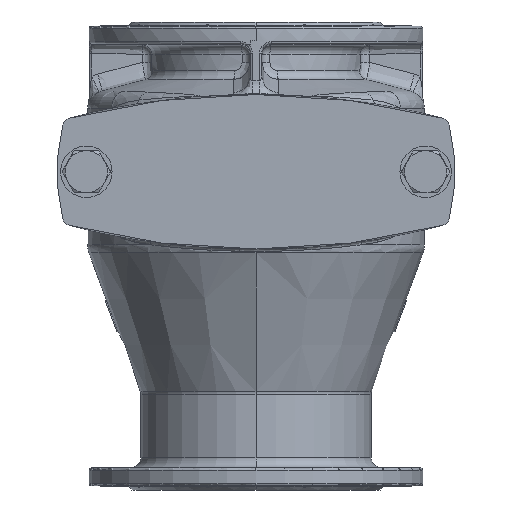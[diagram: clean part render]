
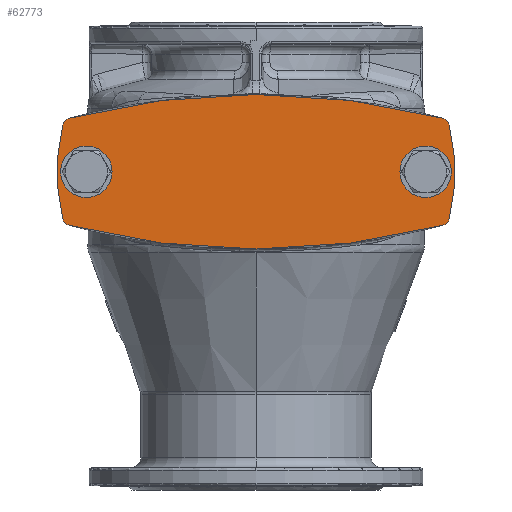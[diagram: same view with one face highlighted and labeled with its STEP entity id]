
A CAD part, left-side view. The second image highlights one B-rep face of the part: STEP entity #62773.
In plain terms, the highlighted face is planar.
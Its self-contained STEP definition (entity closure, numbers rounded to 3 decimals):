
#57914=CARTESIAN_POINT('',(145.,0.,0.));
#57915=DIRECTION('',(0.,0.,1.));
#57916=DIRECTION('',(-1.,0.,0.));
#57917=AXIS2_PLACEMENT_3D('',#57914,#57915,#57916);
#57919=CARTESIAN_POINT('',(145.,0.,0.));
#57920=DIRECTION('',(0.,0.,1.));
#57921=DIRECTION('',(1.,0.,0.));
#57922=AXIS2_PLACEMENT_3D('',#57919,#57920,#57921);
#57924=CARTESIAN_POINT('',(-145.,0.,0.));
#57925=DIRECTION('',(0.,0.,1.));
#57926=DIRECTION('',(-1.,0.,0.));
#57927=AXIS2_PLACEMENT_3D('',#57924,#57925,#57926);
#57929=CARTESIAN_POINT('',(-145.,0.,0.));
#57930=DIRECTION('',(0.,0.,1.));
#57931=DIRECTION('',(1.,0.,0.));
#57932=AXIS2_PLACEMENT_3D('',#57929,#57930,#57931);
#57934=CARTESIAN_POINT('',(-157.463,38.07,0.));
#57935=DIRECTION('',(0.,0.,-1.));
#57936=DIRECTION('',(-0.972,0.235,0.));
#57937=AXIS2_PLACEMENT_3D('',#57934,#57935,#57936);
#57939=CARTESIAN_POINT('',(0.,0.,0.));
#57940=DIRECTION('',(0.,0.,1.));
#57941=DIRECTION('',(-0.972,0.235,0.));
#57942=AXIS2_PLACEMENT_3D('',#57939,#57940,#57941);
#57944=CARTESIAN_POINT('',(-157.463,-38.07,0.));
#57945=DIRECTION('',(0.,0.,-1.));
#57946=DIRECTION('',(-0.249,-0.968,0.));
#57947=AXIS2_PLACEMENT_3D('',#57944,#57945,#57946);
#57949=CARTESIAN_POINT('',(0.,574.,0.));
#57950=DIRECTION('',(0.,0.,1.));
#57951=DIRECTION('',(-0.249,-0.968,0.));
#57952=AXIS2_PLACEMENT_3D('',#57949,#57950,#57951);
#57954=CARTESIAN_POINT('',(157.463,-38.07,0.));
#57955=DIRECTION('',(0.,0.,-1.));
#57956=DIRECTION('',(0.972,-0.235,0.));
#57957=AXIS2_PLACEMENT_3D('',#57954,#57955,#57956);
#57959=CARTESIAN_POINT('',(0.,0.,0.));
#57960=DIRECTION('',(0.,0.,1.));
#57961=DIRECTION('',(0.972,-0.235,0.));
#57962=AXIS2_PLACEMENT_3D('',#57959,#57960,#57961);
#57964=CARTESIAN_POINT('',(157.463,38.07,0.));
#57965=DIRECTION('',(0.,0.,-1.));
#57966=DIRECTION('',(0.249,0.968,0.));
#57967=AXIS2_PLACEMENT_3D('',#57964,#57965,#57966);
#57969=CARTESIAN_POINT('',(0.,-574.,0.));
#57970=DIRECTION('',(0.,0.,1.));
#57971=DIRECTION('',(0.249,0.968,0.));
#57972=AXIS2_PLACEMENT_3D('',#57969,#57970,#57971);
#62285=CARTESIAN_POINT('',(133.5,0.,0.));
#62286=CARTESIAN_POINT('',(156.5,0.,0.));
#62287=VERTEX_POINT('',#62285);
#62288=VERTEX_POINT('',#62286);
#62289=CARTESIAN_POINT('',(-156.5,0.,0.));
#62290=CARTESIAN_POINT('',(-133.5,0.,0.));
#62291=VERTEX_POINT('',#62289);
#62292=VERTEX_POINT('',#62290);
#62293=CARTESIAN_POINT('',(-165.239,39.95,0.));
#62294=CARTESIAN_POINT('',(-159.457,45.817,0.));
#62295=VERTEX_POINT('',#62293);
#62296=VERTEX_POINT('',#62294);
#62297=CARTESIAN_POINT('',(-159.457,-45.817,0.));
#62298=CARTESIAN_POINT('',(-165.239,-39.95,0.));
#62299=VERTEX_POINT('',#62297);
#62300=VERTEX_POINT('',#62298);
#62301=CARTESIAN_POINT('',(159.457,45.817,0.));
#62302=CARTESIAN_POINT('',(165.239,39.95,0.));
#62303=VERTEX_POINT('',#62301);
#62304=VERTEX_POINT('',#62302);
#62305=CARTESIAN_POINT('',(165.239,-39.95,0.));
#62306=CARTESIAN_POINT('',(159.457,-45.817,0.));
#62307=VERTEX_POINT('',#62305);
#62308=VERTEX_POINT('',#62306);
#62738=CARTESIAN_POINT('',(0.,0.,0.));
#62739=DIRECTION('',(0.,0.,1.));
#62740=DIRECTION('',(1.,0.,0.));
#62741=AXIS2_PLACEMENT_3D('',#62738,#62739,#62740);
#62742=PLANE('',#62741);
#62744=ORIENTED_EDGE('',*,*,#62743,.F.);
#62746=ORIENTED_EDGE('',*,*,#62745,.T.);
#62748=ORIENTED_EDGE('',*,*,#62747,.F.);
#62750=ORIENTED_EDGE('',*,*,#62749,.T.);
#62752=ORIENTED_EDGE('',*,*,#62751,.F.);
#62754=ORIENTED_EDGE('',*,*,#62753,.T.);
#62756=ORIENTED_EDGE('',*,*,#62755,.F.);
#62758=ORIENTED_EDGE('',*,*,#62757,.T.);
#62759=EDGE_LOOP('',(#62744,#62746,#62748,#62750,#62752,#62754,#62756,#62758));
#62760=FACE_OUTER_BOUND('',#62759,.F.);
#62762=ORIENTED_EDGE('',*,*,#62761,.F.);
#62764=ORIENTED_EDGE('',*,*,#62763,.F.);
#62765=EDGE_LOOP('',(#62762,#62764));
#62766=FACE_BOUND('',#62765,.F.);
#62768=ORIENTED_EDGE('',*,*,#62767,.F.);
#62770=ORIENTED_EDGE('',*,*,#62769,.F.);
#62771=EDGE_LOOP('',(#62768,#62770));
#62772=FACE_BOUND('',#62771,.F.);
#57918=CIRCLE('',#57917,11.5);
#57923=CIRCLE('',#57922,11.5);
#57928=CIRCLE('',#57927,11.5);
#57933=CIRCLE('',#57932,11.5);
#57938=CIRCLE('',#57937,8.);
#57943=CIRCLE('',#57942,170.);
#57948=CIRCLE('',#57947,8.);
#57953=CIRCLE('',#57952,640.);
#57958=CIRCLE('',#57957,8.);
#57963=CIRCLE('',#57962,170.);
#57968=CIRCLE('',#57967,8.);
#57973=CIRCLE('',#57972,640.);
#62743=EDGE_CURVE('',#62295,#62296,#57938,.T.);
#62745=EDGE_CURVE('',#62295,#62300,#57943,.T.);
#62747=EDGE_CURVE('',#62299,#62300,#57948,.T.);
#62749=EDGE_CURVE('',#62299,#62308,#57953,.T.);
#62751=EDGE_CURVE('',#62307,#62308,#57958,.T.);
#62753=EDGE_CURVE('',#62307,#62304,#57963,.T.);
#62755=EDGE_CURVE('',#62303,#62304,#57968,.T.);
#62757=EDGE_CURVE('',#62303,#62296,#57973,.T.);
#62761=EDGE_CURVE('',#62291,#62292,#57928,.T.);
#62763=EDGE_CURVE('',#62292,#62291,#57933,.T.);
#62767=EDGE_CURVE('',#62287,#62288,#57918,.T.);
#62769=EDGE_CURVE('',#62288,#62287,#57923,.T.);
#62773=ADVANCED_FACE('',(#62760,#62766,#62772),#62742,.F.);
